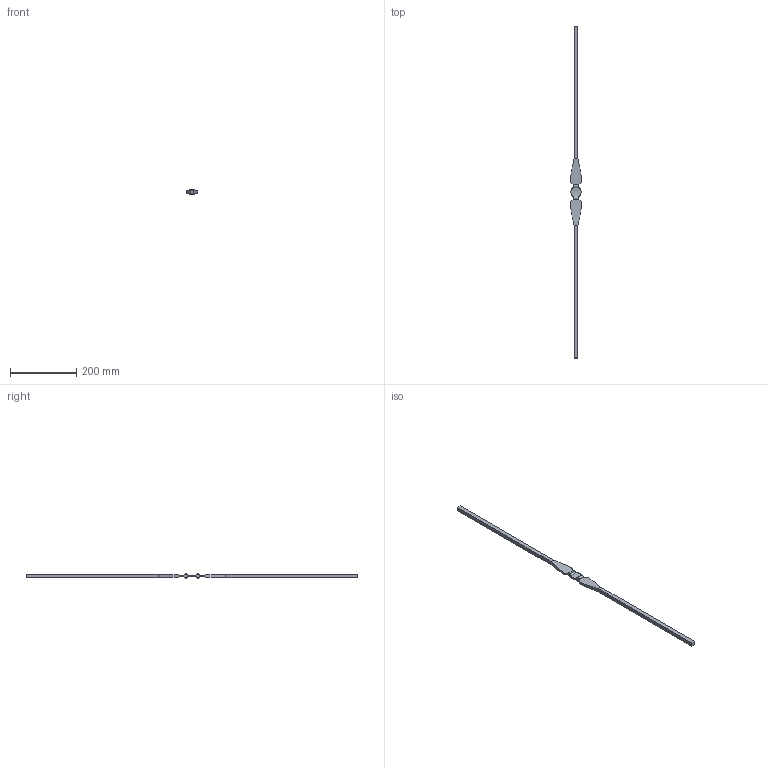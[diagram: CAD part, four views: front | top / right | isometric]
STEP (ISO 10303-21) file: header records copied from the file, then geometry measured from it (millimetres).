
FILE_DESCRIPTION (( 'STEP AP203' ), '1' );
FILE_NAME ('1294.STEP', '2023-05-02T11:08:29', ( '' ), ( '' ), 'SwSTEP 2.0', 'SolidWorks 2018', '' );
FILE_SCHEMA (( 'CONFIG_CONTROL_DESIGN' ));
Length unit declared in the file: millimetre
Products named in the file (1): 1294
Bounding box: 34.98 x 1000 x 13.5 mm (x, y, z)
Volume: 152227.3 mm3; surface area: 52273.9 mm2
Topology: 1 solids, 1 shells, 255 faces, 689 edges, 454 vertices
Faces by surface type: plane 150, bspline 83, cylinder 22
Entity records: 11622 total; most frequent: CARTESIAN_POINT 5762, ORIENTED_EDGE 1378, DIRECTION 857, EDGE_CURVE 689, LINE 471, VECTOR 471, VERTEX_POINT 454, EDGE_LOOP 273
